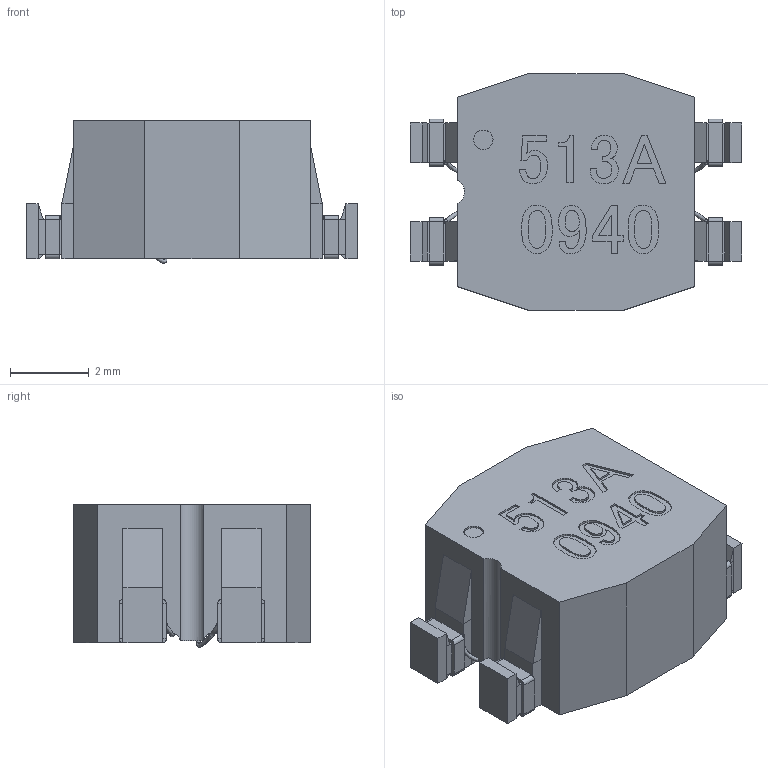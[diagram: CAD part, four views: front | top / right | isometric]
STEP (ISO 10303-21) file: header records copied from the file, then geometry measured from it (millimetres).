
FILE_DESCRIPTION( ('This file contains a STEP AP42 implementation' ,'as created by ZW3D STEP Interface translator.') ,'2;1' );
FILE_NAME( 'ACF0904-F.stp' ,'1912 9.142215', (''), ('ZWCAD Software Co.'), 'Version 1.0', 'ZW3D to STEP translator', '' );
FILE_SCHEMA( ('CONFIG_CONTROL_DESIGN') );
Length unit declared in the file: millimetre
Products named in the file (1): 0
Bounding box: 8.4 x 6 x 3.61 mm (x, y, z)
Volume: 92.1 mm3; surface area: 343.7 mm2
Topology: 34 solids, 35 shells, 501 faces, 1141 edges, 714 vertices
Faces by surface type: bspline 501
Entity records: 18257 total; most frequent: CARTESIAN_POINT 11083, ORIENTED_EDGE 2280, EDGE_CURVE 1141, B_SPLINE_CURVE_WITH_KNOTS 994, VERTEX_POINT 714, EDGE_LOOP 517, FACE_OUTER_BOUND 501, ADVANCED_FACE 501
